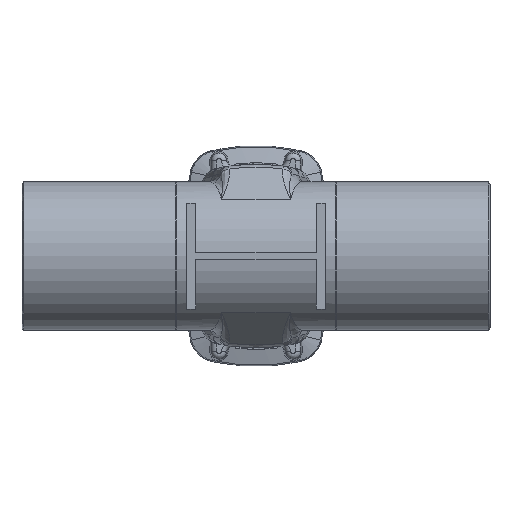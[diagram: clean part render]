
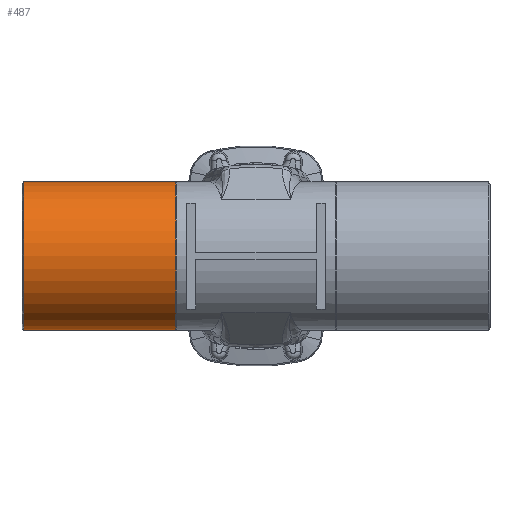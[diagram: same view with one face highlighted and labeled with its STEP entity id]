
A CAD part, front view. The second image highlights one B-rep face of the part: STEP entity #487.
In plain terms, the highlighted cylindrical face has radius 84.15 mm (diameter 168.3 mm), a full revolution.
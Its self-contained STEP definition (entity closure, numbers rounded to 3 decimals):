
#487 = ADVANCED_FACE ( 'NONE', ( #4597, #4599 ), #4605, .T. ) ;
#523 = AXIS2_PLACEMENT_3D ( 'NONE', #16215, #16216, #16213 ) ;
#537 = AXIS2_PLACEMENT_3D ( 'NONE', #3467, #3468, #3469 ) ;
#624 = AXIS2_PLACEMENT_3D ( 'NONE', #8276, #8277, #8278 ) ;
#1258 = EDGE_CURVE ( 'NONE', #5623, #5623, #4624, .T. ) ;
#2508 = EDGE_CURVE ( 'NONE', #5622, #5622, #4790, .T. ) ;
#3467 = CARTESIAN_POINT ( 'NONE',  ( -263.268, 0., 0. ) ) ;
#3468 = DIRECTION ( 'NONE',  ( 1., 0., 0. ) ) ;
#3469 = DIRECTION ( 'NONE',  ( 0., 0., -1. ) ) ;
#4597 = FACE_OUTER_BOUND ( 'NONE', #6399, .T. ) ;
#4599 = FACE_OUTER_BOUND ( 'NONE', #6525, .T. ) ;
#4605 = CYLINDRICAL_SURFACE ( 'NONE', #523, 84.15 ) ;
#4624 = CIRCLE ( 'NONE', #537, 84.15 ) ;
#4790 = CIRCLE ( 'NONE', #624, 84.15 ) ;
#5622 = VERTEX_POINT ( 'NONE', #14158 ) ;
#5623 = VERTEX_POINT ( 'NONE', #14157 ) ;
#6399 = EDGE_LOOP ( 'NONE', ( #14515 ) ) ;
#6525 = EDGE_LOOP ( 'NONE', ( #14516 ) ) ;
#8276 = CARTESIAN_POINT ( 'NONE',  ( -91., 0., 0. ) ) ;
#8277 = DIRECTION ( 'NONE',  ( 1., 0., 0. ) ) ;
#8278 = DIRECTION ( 'NONE',  ( 0., 0., -1. ) ) ;
#14157 = CARTESIAN_POINT ( 'NONE',  ( -263.268, 0., -84.15 ) ) ;
#14158 = CARTESIAN_POINT ( 'NONE',  ( -91., 0., -84.15 ) ) ;
#14515 = ORIENTED_EDGE ( 'NONE', *, *, #2508, .F. ) ;
#14516 = ORIENTED_EDGE ( 'NONE', *, *, #1258, .T. ) ;
#16213 = DIRECTION ( 'NONE',  ( 0., 0., -1. ) ) ;
#16215 = CARTESIAN_POINT ( 'NONE',  ( 37.574, 0., 0. ) ) ;
#16216 = DIRECTION ( 'NONE',  ( 1., 0., 0. ) ) ;
